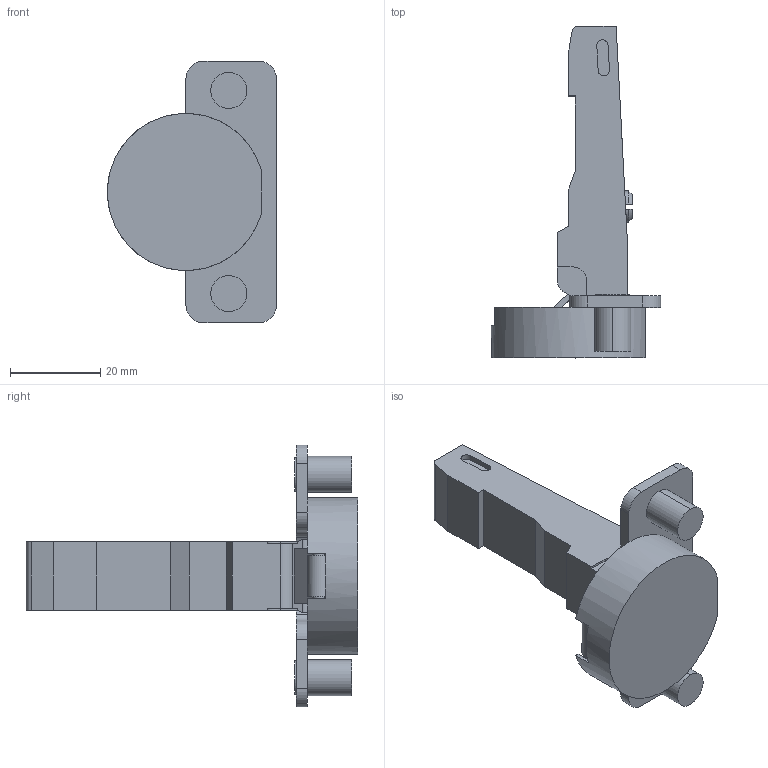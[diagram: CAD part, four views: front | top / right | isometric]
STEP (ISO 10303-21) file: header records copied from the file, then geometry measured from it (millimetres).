
FILE_DESCRIPTION((''),'2;1');
FILE_NAME('248-0G79-IMS','2022-12-22T11:35:52',('marino.prodan'),('Audax d.o.o.'),'CREO PARAMETRIC BY PTC INC, 2021304','CREO PARAMETRIC BY PTC INC, 2021304','');
FILE_SCHEMA(('AUTOMOTIVE_DESIGN { 1 0 10303 214 1 1 1 1 }'));
Length unit declared in the file: millimetre
Products named in the file (1): 248-0G79-IMS
Bounding box: 37.5 x 73.53 x 58 mm (x, y, z)
Volume: 20620.3 mm3; surface area: 11879.1 mm2
Topology: 1 solids, 1 shells, 237 faces, 710 edges, 482 vertices
Faces by surface type: plane 155, cylinder 59, cone 23
Entity records: 10722 total; most frequent: CARTESIAN_POINT 1682, ORIENTED_EDGE 1408, DIRECTION 1339, PRESENTATION_STYLE_ASSIGNMENT 705, STYLED_ITEM 705, CURVE_STYLE 704, EDGE_CURVE 704, VERTEX_POINT 482
